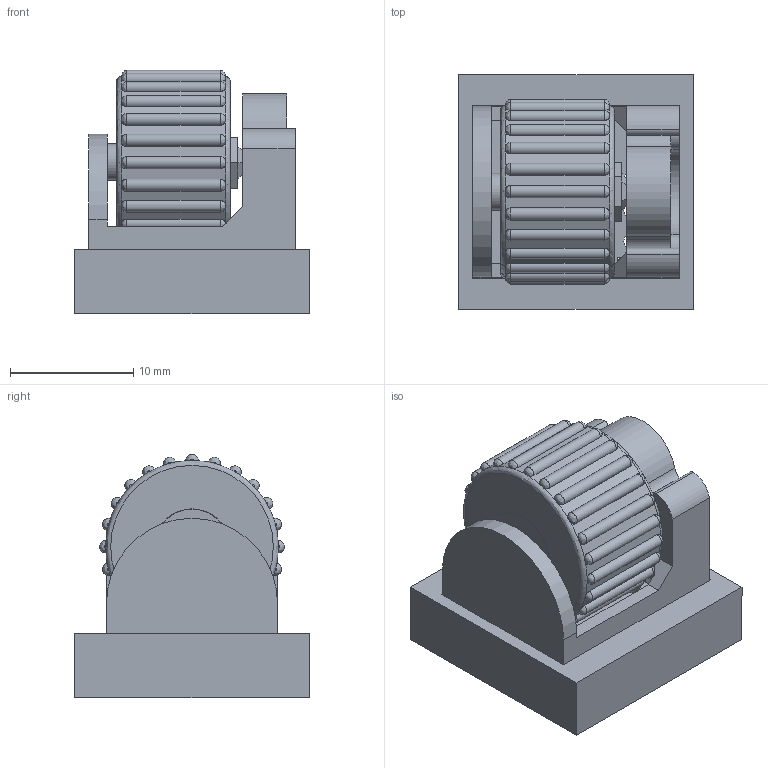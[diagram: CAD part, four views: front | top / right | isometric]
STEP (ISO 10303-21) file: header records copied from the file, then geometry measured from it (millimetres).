
FILE_DESCRIPTION(('STEP AP214'),'1');
FILE_NAME('MEH01.step','2025-08-30T04:20:04',(' '),(' '),'Spatial InterOp 3D',' ',' ');
FILE_SCHEMA(('AUTOMOTIVE_DESIGN { 1 0 10303 214 1 1 1 1 }'));
Length unit declared in the file: metre
Products named in the file (3): MEH01; Socket; Part
Assembly tree (2 placements, depth 2):
  MEH01
    Socket
    Part
Bounding box: 19.05 x 19.05 x 19.74 mm (x, y, z)
Volume: 3301.9 mm3; surface area: 3858.1 mm2
Topology: 6 solids, 6 shells, 296 faces, 718 edges, 441 vertices
Faces by surface type: plane 166, cylinder 80, bspline 48, torus 2
Full cylindrical faces by diameter (mm): 1.626 x3, 2 x1, 3 x2, 3.15 x1, 5.4 x1, 5.6 x1, 6 x1, 6.15 x2
Entity records: 12378 total; most frequent: CARTESIAN_POINT 3214, ORIENTED_EDGE 1402, DIRECTION 1368, EDGE_CURVE 701, AXIS2_PLACEMENT_3D 512, VERTEX_POINT 438, LINE 344, VECTOR 344
